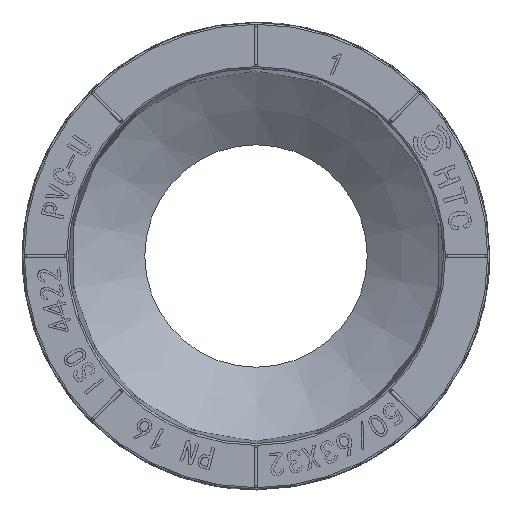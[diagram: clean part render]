
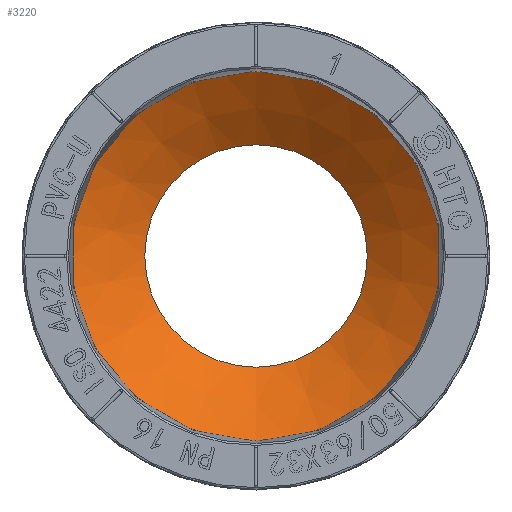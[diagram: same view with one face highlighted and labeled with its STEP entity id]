
A CAD part, front view. The second image highlights one B-rep face of the part: STEP entity #3220.
In plain terms, the highlighted conical face has half-angle 54.737 degrees and reference radius 24.9 mm.
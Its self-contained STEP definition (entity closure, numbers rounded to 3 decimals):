
#122=CONICAL_SURFACE('',#24825,24.9,54.737);
#244=FACE_BOUND('',#7071,.T.);
#245=FACE_BOUND('',#7072,.T.);
#2762=CIRCLE('',#24822,15.);
#2763=CIRCLE('',#24824,24.9);
#3220=ADVANCED_FACE('',(#244,#245),#122,.F.);
#7071=EDGE_LOOP('',(#9648));
#7072=EDGE_LOOP('',(#9649));
#9648=ORIENTED_EDGE('',*,*,#19113,.T.);
#9649=ORIENTED_EDGE('',*,*,#19112,.F.);
#16314=VERTEX_POINT('',#34496);
#16315=VERTEX_POINT('',#34499);
#19112=EDGE_CURVE('',#16314,#16314,#2762,.T.);
#19113=EDGE_CURVE('',#16315,#16315,#2763,.T.);
#24822=AXIS2_PLACEMENT_3D('',#34495,#27001,#27002);
#24824=AXIS2_PLACEMENT_3D('',#34498,#27005,#27006);
#24825=AXIS2_PLACEMENT_3D('',#34500,#27007,#27008);
#27001=DIRECTION('',(0.,-1.,0.));
#27002=DIRECTION('',(0.,0.,-1.));
#27005=DIRECTION('',(0.,-1.,0.));
#27006=DIRECTION('',(0.,0.,-1.));
#27007=DIRECTION('',(0.,-1.,0.));
#27008=DIRECTION('',(0.,0.,-1.));
#34495=CARTESIAN_POINT('',(6762.897,355.213,0.));
#34496=CARTESIAN_POINT('',(6762.897,355.213,-15.));
#34498=CARTESIAN_POINT('',(6762.897,348.213,0.));
#34499=CARTESIAN_POINT('',(6762.897,348.213,-24.9));
#34500=CARTESIAN_POINT('',(6762.897,348.213,0.));
